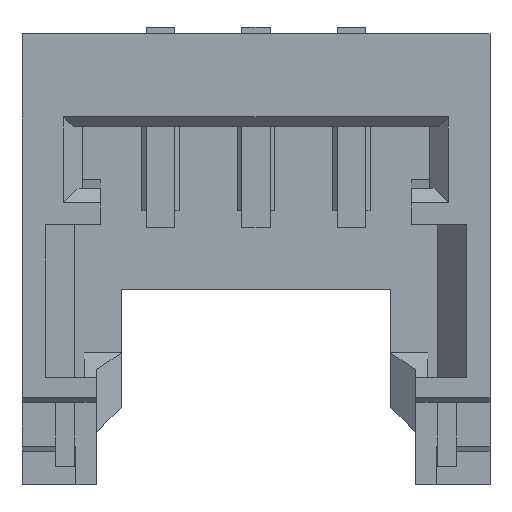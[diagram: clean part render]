
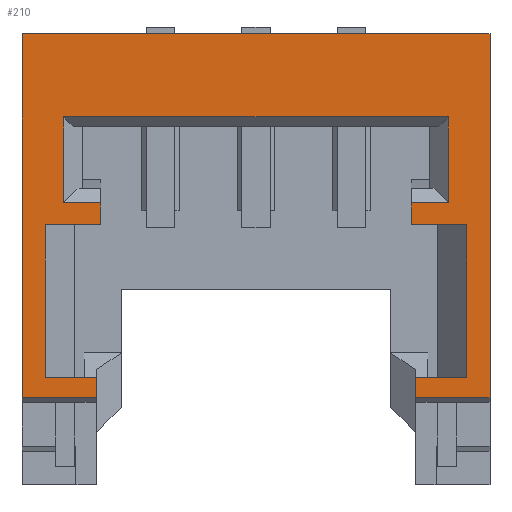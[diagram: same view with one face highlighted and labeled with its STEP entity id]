
A CAD part, top view. The second image highlights one B-rep face of the part: STEP entity #210.
In plain terms, the highlighted planar face has unit normal (0, 0, 1).
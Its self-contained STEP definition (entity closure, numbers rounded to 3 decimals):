
#50=FACE_OUTER_BOUND('',#534,.T.);
#210=ADVANCED_FACE('',(#50),#371,.T.);
#371=PLANE('',#3318);
#534=EDGE_LOOP('',(#782,#783,#784,#785,#786,#787,#788,#789,#790,#791,#792,
#793,#794,#795,#796,#797,#798,#799,#800,#801));
#782=ORIENTED_EDGE('',*,*,#2014,.T.);
#783=ORIENTED_EDGE('',*,*,#2015,.T.);
#784=ORIENTED_EDGE('',*,*,#2016,.F.);
#785=ORIENTED_EDGE('',*,*,#2017,.F.);
#786=ORIENTED_EDGE('',*,*,#2018,.F.);
#787=ORIENTED_EDGE('',*,*,#2019,.F.);
#788=ORIENTED_EDGE('',*,*,#2020,.F.);
#789=ORIENTED_EDGE('',*,*,#2021,.T.);
#790=ORIENTED_EDGE('',*,*,#2022,.T.);
#791=ORIENTED_EDGE('',*,*,#2023,.T.);
#792=ORIENTED_EDGE('',*,*,#2024,.T.);
#793=ORIENTED_EDGE('',*,*,#2025,.F.);
#794=ORIENTED_EDGE('',*,*,#2026,.F.);
#795=ORIENTED_EDGE('',*,*,#2027,.F.);
#796=ORIENTED_EDGE('',*,*,#2028,.F.);
#797=ORIENTED_EDGE('',*,*,#2029,.F.);
#798=ORIENTED_EDGE('',*,*,#2030,.F.);
#799=ORIENTED_EDGE('',*,*,#2031,.T.);
#800=ORIENTED_EDGE('',*,*,#2032,.T.);
#801=ORIENTED_EDGE('',*,*,#2033,.T.);
#1700=VERTEX_POINT('',#4452);
#1701=VERTEX_POINT('',#4453);
#1702=VERTEX_POINT('',#4455);
#1703=VERTEX_POINT('',#4457);
#1704=VERTEX_POINT('',#4459);
#1705=VERTEX_POINT('',#4461);
#1706=VERTEX_POINT('',#4463);
#1707=VERTEX_POINT('',#4465);
#1708=VERTEX_POINT('',#4467);
#1709=VERTEX_POINT('',#4469);
#1710=VERTEX_POINT('',#4471);
#1711=VERTEX_POINT('',#4473);
#1712=VERTEX_POINT('',#4475);
#1713=VERTEX_POINT('',#4477);
#1714=VERTEX_POINT('',#4479);
#1715=VERTEX_POINT('',#4481);
#1716=VERTEX_POINT('',#4483);
#1717=VERTEX_POINT('',#4485);
#1718=VERTEX_POINT('',#4487);
#1719=VERTEX_POINT('',#4489);
#2014=EDGE_CURVE('',#1700,#1701,#2479,.T.);
#2015=EDGE_CURVE('',#1701,#1702,#2480,.T.);
#2016=EDGE_CURVE('',#1703,#1702,#2481,.T.);
#2017=EDGE_CURVE('',#1704,#1703,#2482,.T.);
#2018=EDGE_CURVE('',#1705,#1704,#2483,.T.);
#2019=EDGE_CURVE('',#1706,#1705,#2484,.T.);
#2020=EDGE_CURVE('',#1707,#1706,#2485,.T.);
#2021=EDGE_CURVE('',#1707,#1708,#2486,.T.);
#2022=EDGE_CURVE('',#1708,#1709,#2487,.T.);
#2023=EDGE_CURVE('',#1709,#1710,#2488,.T.);
#2024=EDGE_CURVE('',#1710,#1711,#2489,.T.);
#2025=EDGE_CURVE('',#1712,#1711,#2490,.T.);
#2026=EDGE_CURVE('',#1713,#1712,#2491,.T.);
#2027=EDGE_CURVE('',#1714,#1713,#2492,.T.);
#2028=EDGE_CURVE('',#1715,#1714,#2493,.T.);
#2029=EDGE_CURVE('',#1716,#1715,#2494,.T.);
#2030=EDGE_CURVE('',#1717,#1716,#2495,.T.);
#2031=EDGE_CURVE('',#1717,#1718,#2496,.T.);
#2032=EDGE_CURVE('',#1718,#1719,#2497,.T.);
#2033=EDGE_CURVE('',#1719,#1700,#2498,.T.);
#2479=LINE('',#4451,#2938);
#2480=LINE('',#4454,#2939);
#2481=LINE('',#4456,#2940);
#2482=LINE('',#4458,#2941);
#2483=LINE('',#4460,#2942);
#2484=LINE('',#4462,#2943);
#2485=LINE('',#4464,#2944);
#2486=LINE('',#4466,#2945);
#2487=LINE('',#4468,#2946);
#2488=LINE('',#4470,#2947);
#2489=LINE('',#4472,#2948);
#2490=LINE('',#4474,#2949);
#2491=LINE('',#4476,#2950);
#2492=LINE('',#4478,#2951);
#2493=LINE('',#4480,#2952);
#2494=LINE('',#4482,#2953);
#2495=LINE('',#4484,#2954);
#2496=LINE('',#4486,#2955);
#2497=LINE('',#4488,#2956);
#2498=LINE('',#4490,#2957);
#2938=VECTOR('',#3583,1.);
#2939=VECTOR('',#3584,1.);
#2940=VECTOR('',#3585,1.);
#2941=VECTOR('',#3586,1.);
#2942=VECTOR('',#3587,1.);
#2943=VECTOR('',#3588,1.);
#2944=VECTOR('',#3589,1.);
#2945=VECTOR('',#3590,1.);
#2946=VECTOR('',#3591,1.);
#2947=VECTOR('',#3592,1.);
#2948=VECTOR('',#3593,1.);
#2949=VECTOR('',#3594,1.);
#2950=VECTOR('',#3595,1.);
#2951=VECTOR('',#3596,1.);
#2952=VECTOR('',#3597,1.);
#2953=VECTOR('',#3598,1.);
#2954=VECTOR('',#3599,1.);
#2955=VECTOR('',#3600,1.);
#2956=VECTOR('',#3601,1.);
#2957=VECTOR('',#3602,1.);
#3318=AXIS2_PLACEMENT_3D('',#4491,#3603,#3604);
#3583=DIRECTION('',(0.,-1.,0.));
#3584=DIRECTION('',(-1.,0.,0.));
#3585=DIRECTION('',(0.,1.,0.));
#3586=DIRECTION('',(-1.,0.,0.));
#3587=DIRECTION('',(0.,1.,0.));
#3588=DIRECTION('',(1.,0.,0.));
#3589=DIRECTION('',(0.,1.,0.));
#3590=DIRECTION('',(1.,0.,0.));
#3591=DIRECTION('',(0.,1.,0.));
#3592=DIRECTION('',(-1.,0.,0.));
#3593=DIRECTION('',(0.,-1.,0.));
#3594=DIRECTION('',(-1.,0.,0.));
#3595=DIRECTION('',(0.,-1.,0.));
#3596=DIRECTION('',(1.,0.,0.));
#3597=DIRECTION('',(0.,-1.,0.));
#3598=DIRECTION('',(-1.,0.,0.));
#3599=DIRECTION('',(0.,-1.,0.));
#3600=DIRECTION('',(-1.,0.,0.));
#3601=DIRECTION('',(0.,1.,0.));
#3602=DIRECTION('',(1.,0.,0.));
#3603=DIRECTION('',(0.,0.,1.));
#3604=DIRECTION('',(1.,0.,0.));
#4451=CARTESIAN_POINT('',(1.015,0.,1.18));
#4452=CARTESIAN_POINT('',(1.015,3.8,1.18));
#4453=CARTESIAN_POINT('',(1.015,2.9,1.18));
#4454=CARTESIAN_POINT('',(0.,2.9,1.18));
#4455=CARTESIAN_POINT('',(0.625,2.9,1.18));
#4456=CARTESIAN_POINT('',(0.625,3.15,1.18));
#4457=CARTESIAN_POINT('',(0.625,2.67,1.18));
#4458=CARTESIAN_POINT('',(0.625,2.67,1.18));
#4459=CARTESIAN_POINT('',(1.205,2.67,1.18));
#4460=CARTESIAN_POINT('',(1.205,2.67,1.18));
#4461=CARTESIAN_POINT('',(1.205,1.07,1.18));
#4462=CARTESIAN_POINT('',(1.205,1.07,1.18));
#4463=CARTESIAN_POINT('',(0.67,1.07,1.18));
#4464=CARTESIAN_POINT('',(0.67,-0.05,1.18));
#4465=CARTESIAN_POINT('',(0.67,0.86,1.18));
#4466=CARTESIAN_POINT('',(0.885,0.86,1.18));
#4467=CARTESIAN_POINT('',(1.45,0.86,1.18));
#4468=CARTESIAN_POINT('',(1.45,-0.05,1.18));
#4469=CARTESIAN_POINT('',(1.45,4.67,1.18));
#4470=CARTESIAN_POINT('',(1.45,4.67,1.18));
#4471=CARTESIAN_POINT('',(-3.45,4.67,1.18));
#4472=CARTESIAN_POINT('',(-3.45,4.67,1.18));
#4473=CARTESIAN_POINT('',(-3.45,0.86,1.18));
#4474=CARTESIAN_POINT('',(-2.885,0.86,1.18));
#4475=CARTESIAN_POINT('',(-2.67,0.86,1.18));
#4476=CARTESIAN_POINT('',(-2.67,1.07,1.18));
#4477=CARTESIAN_POINT('',(-2.67,1.07,1.18));
#4478=CARTESIAN_POINT('',(-2.41,1.07,1.18));
#4479=CARTESIAN_POINT('',(-3.205,1.07,1.18));
#4480=CARTESIAN_POINT('',(-3.205,1.07,1.18));
#4481=CARTESIAN_POINT('',(-3.205,2.67,1.18));
#4482=CARTESIAN_POINT('',(-3.205,2.67,1.18));
#4483=CARTESIAN_POINT('',(-2.625,2.67,1.18));
#4484=CARTESIAN_POINT('',(-2.625,2.67,1.18));
#4485=CARTESIAN_POINT('',(-2.625,2.9,1.18));
#4486=CARTESIAN_POINT('',(0.,2.9,1.18));
#4487=CARTESIAN_POINT('',(-3.015,2.9,1.18));
#4488=CARTESIAN_POINT('',(-3.015,0.,1.18));
#4489=CARTESIAN_POINT('',(-3.015,3.8,1.18));
#4490=CARTESIAN_POINT('',(0.,3.8,1.18));
#4491=CARTESIAN_POINT('',(0.,0.,1.18));
